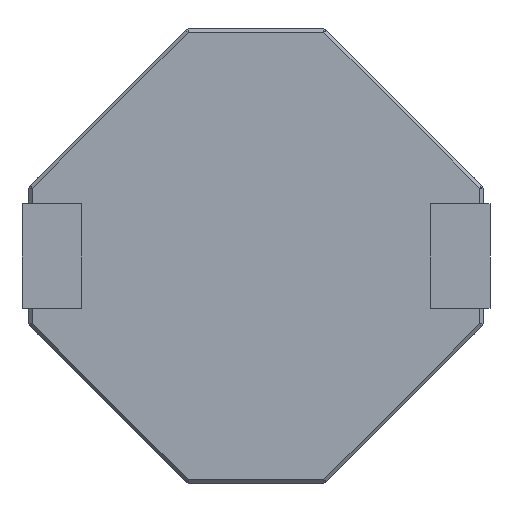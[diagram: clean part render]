
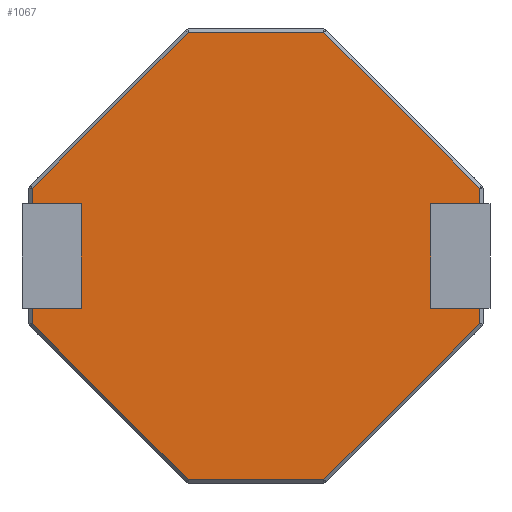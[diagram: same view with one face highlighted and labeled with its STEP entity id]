
A CAD part, front view. The second image highlights one B-rep face of the part: STEP entity #1067.
In plain terms, the highlighted planar face has unit normal (0, -1, 0).
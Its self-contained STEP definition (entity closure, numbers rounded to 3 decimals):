
#7 = CARTESIAN_POINT ( 'NONE',  ( -5., 0., 0. ) ) ;
#16 = DIRECTION ( 'NONE',  ( 1., 0., 0. ) ) ;
#28 = LINE ( 'NONE', #189, #1565 ) ;
#33 = EDGE_CURVE ( 'NONE', #441, #2062, #1891, .T. ) ;
#87 = CARTESIAN_POINT ( 'NONE',  ( 1.944, 0., -6.4 ) ) ;
#91 = LINE ( 'NONE', #223, #201 ) ;
#102 = DIRECTION ( 'NONE',  ( 1., 0., 0. ) ) ;
#116 = LINE ( 'NONE', #820, #1335 ) ;
#129 = CARTESIAN_POINT ( 'NONE',  ( 5., 0., 1.5 ) ) ;
#136 = LINE ( 'NONE', #1010, #306 ) ;
#153 = ORIENTED_EDGE ( 'NONE', *, *, #718, .F. ) ;
#185 = ORIENTED_EDGE ( 'NONE', *, *, #993, .T. ) ;
#189 = CARTESIAN_POINT ( 'NONE',  ( 0., 0., -1.5 ) ) ;
#201 = VECTOR ( 'NONE', #1845, 1000. ) ;
#208 = CARTESIAN_POINT ( 'NONE',  ( -1.944, 0., 6.4 ) ) ;
#223 = CARTESIAN_POINT ( 'NONE',  ( 1.944, 0., 6.4 ) ) ;
#285 = ORIENTED_EDGE ( 'NONE', *, *, #1554, .T. ) ;
#292 = DIRECTION ( 'NONE',  ( -0.707, 0., -0.707 ) ) ;
#302 = DIRECTION ( 'NONE',  ( 0.707, 0., 0.707 ) ) ;
#306 = VECTOR ( 'NONE', #1552, 1000. ) ;
#326 = EDGE_CURVE ( 'NONE', #878, #484, #909, .T. ) ;
#345 = CARTESIAN_POINT ( 'NONE',  ( -6.4, 0., 1.5 ) ) ;
#369 = ORIENTED_EDGE ( 'NONE', *, *, #33, .T. ) ;
#380 = VECTOR ( 'NONE', #302, 1000. ) ;
#393 = LINE ( 'NONE', #208, #521 ) ;
#419 = ORIENTED_EDGE ( 'NONE', *, *, #726, .F. ) ;
#441 = VERTEX_POINT ( 'NONE', #1131 ) ;
#446 = VERTEX_POINT ( 'NONE', #2014 ) ;
#457 = ORIENTED_EDGE ( 'NONE', *, *, #2268, .T. ) ;
#478 = CARTESIAN_POINT ( 'NONE',  ( 6.4, 0., 1.944 ) ) ;
#484 = VERTEX_POINT ( 'NONE', #811 ) ;
#496 = AXIS2_PLACEMENT_3D ( 'NONE', #750, #969, #595 ) ;
#498 = ORIENTED_EDGE ( 'NONE', *, *, #1571, .F. ) ;
#521 = VECTOR ( 'NONE', #1321, 1000. ) ;
#531 = EDGE_CURVE ( 'NONE', #2294, #1906, #1533, .T. ) ;
#545 = VECTOR ( 'NONE', #1570, 1000. ) ;
#595 = DIRECTION ( 'NONE',  ( 0., 0., -1. ) ) ;
#600 = ORIENTED_EDGE ( 'NONE', *, *, #531, .T. ) ;
#603 = VERTEX_POINT ( 'NONE', #129 ) ;
#628 = DIRECTION ( 'NONE',  ( 0., 0., 1. ) ) ;
#655 = VECTOR ( 'NONE', #292, 1000. ) ;
#678 = CARTESIAN_POINT ( 'NONE',  ( 0., 0., 1.5 ) ) ;
#694 = VECTOR ( 'NONE', #1377, 1000. ) ;
#702 = LINE ( 'NONE', #678, #1453 ) ;
#707 = LINE ( 'NONE', #345, #1745 ) ;
#713 = DIRECTION ( 'NONE',  ( 0., 0., 1. ) ) ;
#718 = EDGE_CURVE ( 'NONE', #2302, #1761, #28, .T. ) ;
#720 = ORIENTED_EDGE ( 'NONE', *, *, #818, .T. ) ;
#726 = EDGE_CURVE ( 'NONE', #446, #2055, #907, .T. ) ;
#750 = CARTESIAN_POINT ( 'NONE',  ( 0., 0., 0. ) ) ;
#777 = CARTESIAN_POINT ( 'NONE',  ( -6.4, 0., 1.5 ) ) ;
#811 = CARTESIAN_POINT ( 'NONE',  ( -6.4, 0., -1.944 ) ) ;
#818 = EDGE_CURVE ( 'NONE', #1984, #441, #393, .T. ) ;
#820 = CARTESIAN_POINT ( 'NONE',  ( 1.944, 0., -6.4 ) ) ;
#878 = VERTEX_POINT ( 'NONE', #1673 ) ;
#888 = LINE ( 'NONE', #1252, #694 ) ;
#904 = CARTESIAN_POINT ( 'NONE',  ( 6.4, 0., -1.5 ) ) ;
#907 = LINE ( 'NONE', #7, #2274 ) ;
#909 = LINE ( 'NONE', #2168, #2160 ) ;
#913 = VECTOR ( 'NONE', #1881, 1000. ) ;
#918 = DIRECTION ( 'NONE',  ( 0., 0., -1. ) ) ;
#969 = DIRECTION ( 'NONE',  ( 0., -1., 0. ) ) ;
#977 = ORIENTED_EDGE ( 'NONE', *, *, #2156, .T. ) ;
#979 = CARTESIAN_POINT ( 'NONE',  ( -1.944, 0., -6.4 ) ) ;
#993 = EDGE_CURVE ( 'NONE', #1916, #1761, #1135, .T. ) ;
#1010 = CARTESIAN_POINT ( 'NONE',  ( 0., 0., 1.5 ) ) ;
#1020 = VERTEX_POINT ( 'NONE', #979 ) ;
#1067 = ADVANCED_FACE ( 'NONE', ( #2188 ), #1520, .T. ) ;
#1075 = LINE ( 'NONE', #1944, #1975 ) ;
#1098 = CARTESIAN_POINT ( 'NONE',  ( 5., 0., -1.5 ) ) ;
#1106 = EDGE_CURVE ( 'NONE', #1906, #1984, #91, .T. ) ;
#1107 = EDGE_LOOP ( 'NONE', ( #1834, #2238, #2266, #285, #977, #185, #153, #1509, #1758, #600, #1197, #720, #369, #457, #498, #419 ) ) ;
#1108 = CARTESIAN_POINT ( 'NONE',  ( 6.4, 0., 1.5 ) ) ;
#1114 = CARTESIAN_POINT ( 'NONE',  ( 6.4, 0., 1.944 ) ) ;
#1131 = CARTESIAN_POINT ( 'NONE',  ( -1.944, 0., 6.4 ) ) ;
#1135 = LINE ( 'NONE', #2214, #2037 ) ;
#1146 = CARTESIAN_POINT ( 'NONE',  ( -6.4, 0., 1.944 ) ) ;
#1197 = ORIENTED_EDGE ( 'NONE', *, *, #1106, .T. ) ;
#1252 = CARTESIAN_POINT ( 'NONE',  ( -1.944, 0., -6.4 ) ) ;
#1321 = DIRECTION ( 'NONE',  ( -1., 0., 0. ) ) ;
#1335 = VECTOR ( 'NONE', #102, 1000. ) ;
#1371 = EDGE_CURVE ( 'NONE', #603, #2302, #1075, .T. ) ;
#1377 = DIRECTION ( 'NONE',  ( 0.707, 0., -0.707 ) ) ;
#1388 = LINE ( 'NONE', #1568, #913 ) ;
#1453 = VECTOR ( 'NONE', #1605, 1000. ) ;
#1509 = ORIENTED_EDGE ( 'NONE', *, *, #1371, .F. ) ;
#1520 = PLANE ( 'NONE',  #496 ) ;
#1533 = LINE ( 'NONE', #478, #545 ) ;
#1538 = CARTESIAN_POINT ( 'NONE',  ( -6.4, 0., 1.944 ) ) ;
#1552 = DIRECTION ( 'NONE',  ( -1., 0., 0. ) ) ;
#1554 = EDGE_CURVE ( 'NONE', #1020, #1561, #116, .T. ) ;
#1561 = VERTEX_POINT ( 'NONE', #87 ) ;
#1565 = VECTOR ( 'NONE', #16, 1000. ) ;
#1568 = CARTESIAN_POINT ( 'NONE',  ( 0., 0., -1.5 ) ) ;
#1570 = DIRECTION ( 'NONE',  ( 0., 0., 1. ) ) ;
#1571 = EDGE_CURVE ( 'NONE', #2055, #1947, #136, .T. ) ;
#1605 = DIRECTION ( 'NONE',  ( -1., 0., 0. ) ) ;
#1610 = EDGE_CURVE ( 'NONE', #878, #446, #1388, .T. ) ;
#1618 = DIRECTION ( 'NONE',  ( 0., 0., -1. ) ) ;
#1621 = DIRECTION ( 'NONE',  ( 0., 0., -1. ) ) ;
#1637 = CARTESIAN_POINT ( 'NONE',  ( 6.4, 0., -1.944 ) ) ;
#1673 = CARTESIAN_POINT ( 'NONE',  ( -6.4, 0., -1.5 ) ) ;
#1681 = CARTESIAN_POINT ( 'NONE',  ( 1.944, 0., 6.4 ) ) ;
#1745 = VECTOR ( 'NONE', #918, 1000. ) ;
#1758 = ORIENTED_EDGE ( 'NONE', *, *, #1764, .F. ) ;
#1761 = VERTEX_POINT ( 'NONE', #904 ) ;
#1764 = EDGE_CURVE ( 'NONE', #2294, #603, #702, .T. ) ;
#1834 = ORIENTED_EDGE ( 'NONE', *, *, #1610, .F. ) ;
#1845 = DIRECTION ( 'NONE',  ( -0.707, 0., 0.707 ) ) ;
#1881 = DIRECTION ( 'NONE',  ( 1., 0., 0. ) ) ;
#1891 = LINE ( 'NONE', #1538, #655 ) ;
#1906 = VERTEX_POINT ( 'NONE', #1114 ) ;
#1910 = LINE ( 'NONE', #2270, #380 ) ;
#1916 = VERTEX_POINT ( 'NONE', #1637 ) ;
#1944 = CARTESIAN_POINT ( 'NONE',  ( 5., 0., 0. ) ) ;
#1947 = VERTEX_POINT ( 'NONE', #777 ) ;
#1975 = VECTOR ( 'NONE', #1618, 1000. ) ;
#1984 = VERTEX_POINT ( 'NONE', #1681 ) ;
#2014 = CARTESIAN_POINT ( 'NONE',  ( -5., 0., -1.5 ) ) ;
#2025 = CARTESIAN_POINT ( 'NONE',  ( -5., 0., 1.5 ) ) ;
#2037 = VECTOR ( 'NONE', #628, 1000. ) ;
#2055 = VERTEX_POINT ( 'NONE', #2025 ) ;
#2062 = VERTEX_POINT ( 'NONE', #1146 ) ;
#2156 = EDGE_CURVE ( 'NONE', #1561, #1916, #1910, .T. ) ;
#2160 = VECTOR ( 'NONE', #1621, 1000. ) ;
#2168 = CARTESIAN_POINT ( 'NONE',  ( -6.4, 0., -1.944 ) ) ;
#2173 = EDGE_CURVE ( 'NONE', #484, #1020, #888, .T. ) ;
#2188 = FACE_OUTER_BOUND ( 'NONE', #1107, .T. ) ;
#2214 = CARTESIAN_POINT ( 'NONE',  ( 6.4, 0., -1.5 ) ) ;
#2238 = ORIENTED_EDGE ( 'NONE', *, *, #326, .T. ) ;
#2266 = ORIENTED_EDGE ( 'NONE', *, *, #2173, .T. ) ;
#2268 = EDGE_CURVE ( 'NONE', #2062, #1947, #707, .T. ) ;
#2270 = CARTESIAN_POINT ( 'NONE',  ( 6.4, 0., -1.944 ) ) ;
#2274 = VECTOR ( 'NONE', #713, 1000. ) ;
#2294 = VERTEX_POINT ( 'NONE', #1108 ) ;
#2302 = VERTEX_POINT ( 'NONE', #1098 ) ;
